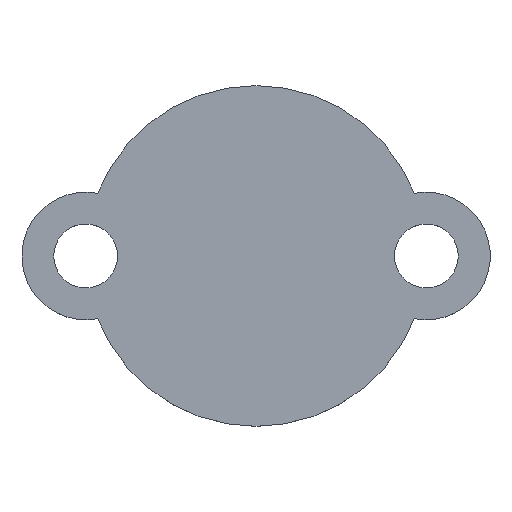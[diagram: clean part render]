
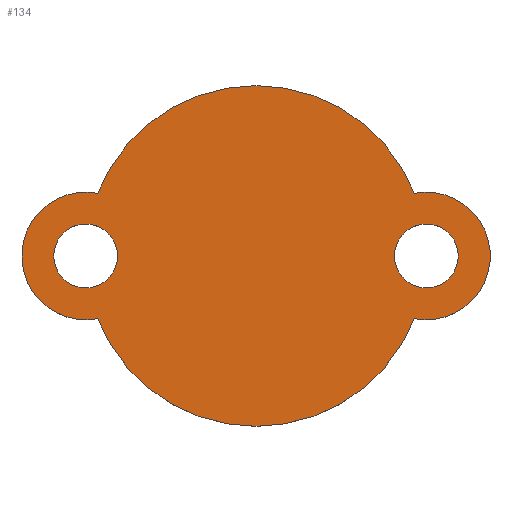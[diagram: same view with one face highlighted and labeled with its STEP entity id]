
A CAD part, top view. The second image highlights one B-rep face of the part: STEP entity #134.
In plain terms, the highlighted planar face has unit normal (0, 0, 1).
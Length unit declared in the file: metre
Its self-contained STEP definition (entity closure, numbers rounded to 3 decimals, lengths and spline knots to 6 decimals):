
#12=PLANE('',#167);
#42=ORIENTED_EDGE('',*,*,#66,.F.);
#43=ORIENTED_EDGE('',*,*,#64,.F.);
#44=ORIENTED_EDGE('',*,*,#56,.T.);
#45=ORIENTED_EDGE('',*,*,#60,.T.);
#46=ORIENTED_EDGE('',*,*,#63,.T.);
#47=ORIENTED_EDGE('',*,*,#69,.T.);
#56=EDGE_CURVE('',#73,#72,#83,.T.);
#60=EDGE_CURVE('',#72,#75,#85,.T.);
#63=EDGE_CURVE('',#75,#77,#87,.T.);
#64=EDGE_CURVE('',#78,#78,#88,.T.);
#66=EDGE_CURVE('',#80,#80,#90,.T.);
#69=EDGE_CURVE('',#77,#73,#93,.T.);
#72=VERTEX_POINT('',#221);
#73=VERTEX_POINT('',#223);
#75=VERTEX_POINT('',#229);
#77=VERTEX_POINT('',#235);
#78=VERTEX_POINT('',#239);
#80=VERTEX_POINT('',#244);
#83=CIRCLE('',#151,0.003);
#85=CIRCLE('',#154,0.008);
#87=CIRCLE('',#157,0.003);
#88=CIRCLE('',#159,0.0015);
#90=CIRCLE('',#162,0.0015);
#93=CIRCLE('',#166,0.008);
#102=EDGE_LOOP('',(#42));
#103=EDGE_LOOP('',(#43));
#104=EDGE_LOOP('',(#44,#45,#46,#47));
#116=FACE_BOUND('',#102,.T.);
#117=FACE_BOUND('',#103,.T.);
#118=FACE_BOUND('',#104,.T.);
#134=ADVANCED_FACE('',(#116,#117,#118),#12,.T.);
#151=AXIS2_PLACEMENT_3D('',#222,#176,#177);
#154=AXIS2_PLACEMENT_3D('',#230,#184,#185);
#157=AXIS2_PLACEMENT_3D('',#236,#191,#192);
#159=AXIS2_PLACEMENT_3D('',#238,#195,#196);
#162=AXIS2_PLACEMENT_3D('',#243,#201,#202);
#166=AXIS2_PLACEMENT_3D('',#249,#209,#210);
#167=AXIS2_PLACEMENT_3D('',#250,#211,#212);
#176=DIRECTION('',(0.,0.,1.));
#177=DIRECTION('',(1.,0.,0.));
#184=DIRECTION('',(0.,0.,1.));
#185=DIRECTION('',(1.,0.,0.));
#191=DIRECTION('',(0.,0.,1.));
#192=DIRECTION('',(1.,0.,0.));
#195=DIRECTION('',(0.,0.,1.));
#196=DIRECTION('',(1.,0.,0.));
#201=DIRECTION('',(0.,0.,1.));
#202=DIRECTION('',(1.,0.,0.));
#209=DIRECTION('',(0.,0.,1.));
#210=DIRECTION('',(1.,0.,0.));
#211=DIRECTION('',(0.,0.,1.));
#212=DIRECTION('',(1.,0.,0.));
#221=CARTESIAN_POINT('',(0.007438,0.002947,0.0009));
#222=CARTESIAN_POINT('',(0.008,0.,0.0009));
#223=CARTESIAN_POINT('',(0.007438,-0.002947,0.0009));
#229=CARTESIAN_POINT('',(-0.007438,0.002947,0.0009));
#230=CARTESIAN_POINT('',(0.,0.,0.0009));
#235=CARTESIAN_POINT('',(-0.007438,-0.002947,0.0009));
#236=CARTESIAN_POINT('',(-0.008,0.,0.0009));
#238=CARTESIAN_POINT('',(-0.008,0.,0.0009));
#239=CARTESIAN_POINT('',(-0.0065,0.,0.0009));
#243=CARTESIAN_POINT('',(0.008,0.,0.0009));
#244=CARTESIAN_POINT('',(0.0095,0.,0.0009));
#249=CARTESIAN_POINT('',(0.,0.,0.0009));
#250=CARTESIAN_POINT('',(0.,0.,0.0009));
